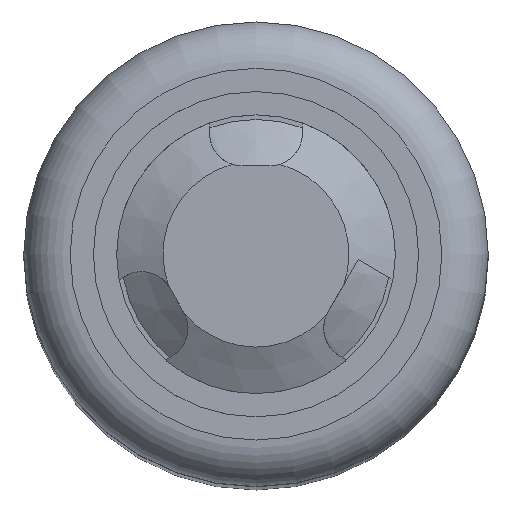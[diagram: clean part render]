
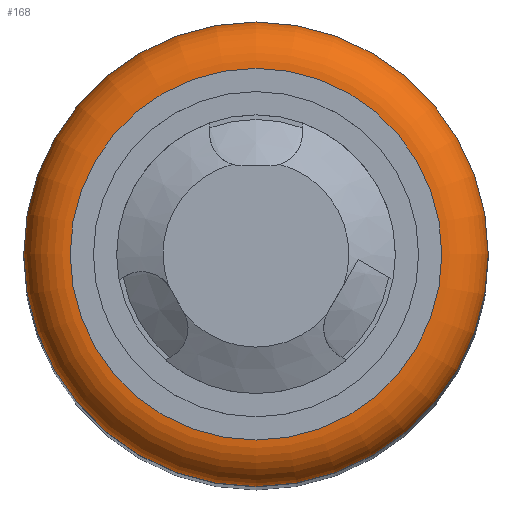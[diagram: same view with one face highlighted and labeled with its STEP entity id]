
A CAD part, top view. The second image highlights one B-rep face of the part: STEP entity #168.
In plain terms, the highlighted toroidal (fillet/blend) face has major radius 4 mm and minor radius 1 mm.
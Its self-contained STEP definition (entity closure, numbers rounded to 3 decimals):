
#168=ADVANCED_FACE('',(#695,#697),#699,.T.);
#695=FACE_OUTER_BOUND('',#696,.T.);
#696=EDGE_LOOP('',(#1092));
#697=FACE_OUTER_BOUND('',#698,.T.);
#698=EDGE_LOOP('',(#1093));
#699=TOROIDAL_SURFACE('',#700,4.,1.);
#700=AXIS2_PLACEMENT_3D('',#701,#702,#703);
#701=CARTESIAN_POINT('',(0.,0.,-1.));
#702=DIRECTION('',(0.,0.,-1.));
#703=DIRECTION('',(0.,1.,0.));
#1092=ORIENTED_EDGE('',*,*,#1300,.F.);
#1093=ORIENTED_EDGE('',*,*,#1298,.T.);
#1298=EDGE_CURVE('',#1414,#1414,#1415,.T.);
#1300=EDGE_CURVE('',#1418,#1418,#1419,.T.);
#1414=VERTEX_POINT('',#1627);
#1415=CIRCLE('',#1628,4.);
#1418=VERTEX_POINT('',#1637);
#1419=CIRCLE('',#1638,5.);
#1627=CARTESIAN_POINT('',(0.,4.,0.));
#1628=AXIS2_PLACEMENT_3D('',#1629,#1630,#1631);
#1629=CARTESIAN_POINT('',(0.,0.,0.));
#1630=DIRECTION('',(0.,0.,-1.));
#1631=DIRECTION('',(0.,1.,0.));
#1637=CARTESIAN_POINT('',(0.,5.,-1.));
#1638=AXIS2_PLACEMENT_3D('',#1639,#1640,#1641);
#1639=CARTESIAN_POINT('',(0.,0.,-1.));
#1640=DIRECTION('',(0.,0.,-1.));
#1641=DIRECTION('',(0.,1.,0.));
